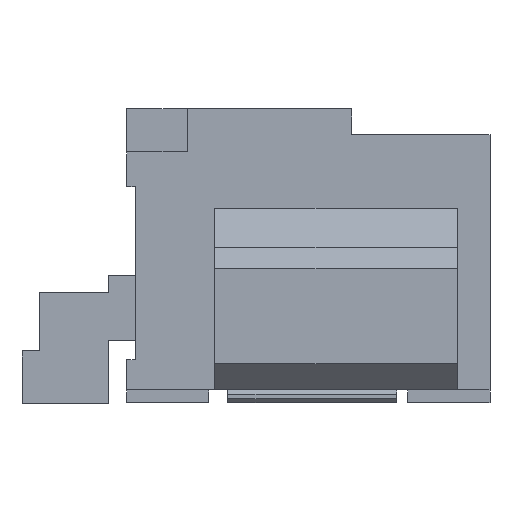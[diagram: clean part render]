
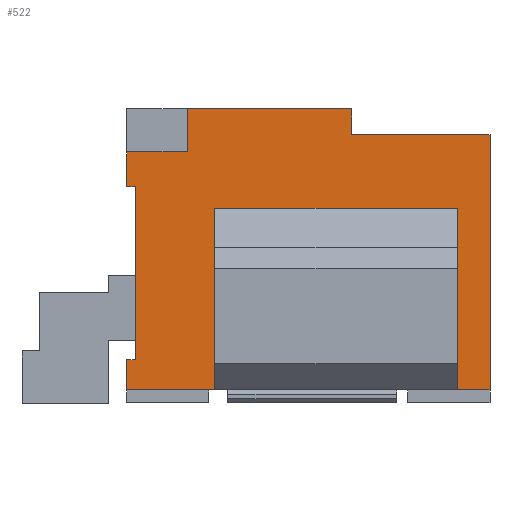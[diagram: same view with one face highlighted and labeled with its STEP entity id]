
A CAD part, left-side view. The second image highlights one B-rep face of the part: STEP entity #522.
In plain terms, the highlighted planar face has unit normal (-1, 0, 0).
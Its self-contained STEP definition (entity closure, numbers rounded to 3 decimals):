
#522 = ADVANCED_FACE( '', ( #999 ), #1000, .T. );
#999 = FACE_OUTER_BOUND( '', #1451, .T. );
#1000 = PLANE( '', #1452 );
#1451 = EDGE_LOOP( '', ( #2750, #2751, #2752, #2753, #2754, #2755, #2756, #2757, #2758, #2759, #2760, #2761, #2762, #2763, #2764, #2765 ) );
#1452 = AXIS2_PLACEMENT_3D( '', #2766, #2767, #2768 );
#2750 = ORIENTED_EDGE( '', *, *, #3326, .F. );
#2751 = ORIENTED_EDGE( '', *, *, #3404, .T. );
#2752 = ORIENTED_EDGE( '', *, *, #3371, .F. );
#2753 = ORIENTED_EDGE( '', *, *, #3107, .F. );
#2754 = ORIENTED_EDGE( '', *, *, #3139, .T. );
#2755 = ORIENTED_EDGE( '', *, *, #3181, .F. );
#2756 = ORIENTED_EDGE( '', *, *, #2936, .T. );
#2757 = ORIENTED_EDGE( '', *, *, #3081, .T. );
#2758 = ORIENTED_EDGE( '', *, *, #2901, .F. );
#2759 = ORIENTED_EDGE( '', *, *, #2988, .F. );
#2760 = ORIENTED_EDGE( '', *, *, #3118, .F. );
#2761 = ORIENTED_EDGE( '', *, *, #3399, .T. );
#2762 = ORIENTED_EDGE( '', *, *, #3328, .F. );
#2763 = ORIENTED_EDGE( '', *, *, #3156, .T. );
#2764 = ORIENTED_EDGE( '', *, *, #3380, .T. );
#2765 = ORIENTED_EDGE( '', *, *, #3189, .T. );
#2766 = CARTESIAN_POINT( '', ( -2.75, 0., 0. ) );
#2767 = DIRECTION( '', ( -1., 0., 0. ) );
#2768 = DIRECTION( '', ( 0., 0., 1. ) );
#2901 = EDGE_CURVE( '', #3473, #3474, #3475, .T. );
#2936 = EDGE_CURVE( '', #3539, #3537, #3540, .T. );
#2988 = EDGE_CURVE( '', #3627, #3473, #3628, .T. );
#3081 = EDGE_CURVE( '', #3537, #3474, #3785, .T. );
#3107 = EDGE_CURVE( '', #3824, #3826, #3827, .T. );
#3118 = EDGE_CURVE( '', #3843, #3627, #3844, .T. );
#3139 = EDGE_CURVE( '', #3824, #3875, #3877, .T. );
#3156 = EDGE_CURVE( '', #3902, #3900, #3903, .T. );
#3181 = EDGE_CURVE( '', #3539, #3875, #3938, .T. );
#3189 = EDGE_CURVE( '', #3951, #3949, #3952, .T. );
#3326 = EDGE_CURVE( '', #4130, #3949, #4132, .T. );
#3328 = EDGE_CURVE( '', #3902, #4134, #4135, .T. );
#3371 = EDGE_CURVE( '', #3826, #4183, #4184, .T. );
#3380 = EDGE_CURVE( '', #3900, #3951, #4193, .T. );
#3399 = EDGE_CURVE( '', #3843, #4134, #4213, .T. );
#3404 = EDGE_CURVE( '', #4130, #4183, #4218, .T. );
#3473 = VERTEX_POINT( '', #4311 );
#3474 = VERTEX_POINT( '', #4312 );
#3475 = LINE( '', #4313, #4314 );
#3537 = VERTEX_POINT( '', #4404 );
#3539 = VERTEX_POINT( '', #4407 );
#3540 = LINE( '', #4408, #4409 );
#3627 = VERTEX_POINT( '', #4537 );
#3628 = LINE( '', #4538, #4539 );
#3785 = LINE( '', #4774, #4775 );
#3824 = VERTEX_POINT( '', #4832 );
#3826 = VERTEX_POINT( '', #4835 );
#3827 = LINE( '', #4836, #4837 );
#3843 = VERTEX_POINT( '', #4860 );
#3844 = LINE( '', #4861, #4862 );
#3875 = VERTEX_POINT( '', #4910 );
#3877 = LINE( '', #4913, #4914 );
#3900 = VERTEX_POINT( '', #4948 );
#3902 = VERTEX_POINT( '', #4951 );
#3903 = LINE( '', #4952, #4953 );
#3938 = LINE( '', #5006, #5007 );
#3949 = VERTEX_POINT( '', #5022 );
#3951 = VERTEX_POINT( '', #5025 );
#3952 = LINE( '', #5026, #5027 );
#4130 = VERTEX_POINT( '', #5299 );
#4132 = LINE( '', #5302, #5303 );
#4134 = VERTEX_POINT( '', #5306 );
#4135 = LINE( '', #5307, #5308 );
#4183 = VERTEX_POINT( '', #5383 );
#4184 = LINE( '', #5384, #5385 );
#4193 = LINE( '', #5396, #5397 );
#4213 = LINE( '', #5425, #5426 );
#4218 = LINE( '', #5432, #5433 );
#4311 = CARTESIAN_POINT( '', ( -2.75, 2., 0.8 ) );
#4312 = CARTESIAN_POINT( '', ( -2.75, 2.1, 0.8 ) );
#4313 = CARTESIAN_POINT( '', ( -2.75, 0., 0.8 ) );
#4314 = VECTOR( '', #5474, 1000. );
#4404 = CARTESIAN_POINT( '', ( -2.75, 2.1, 1.2 ) );
#4407 = CARTESIAN_POINT( '', ( -2.75, 1.4, 1.2 ) );
#4408 = CARTESIAN_POINT( '', ( -2.75, 1.4, 1.2 ) );
#4409 = VECTOR( '', #5504, 1000. );
#4537 = CARTESIAN_POINT( '', ( -2.75, 2., -1.2 ) );
#4538 = CARTESIAN_POINT( '', ( -2.75, 2., 0. ) );
#4539 = VECTOR( '', #5546, 1000. );
#4774 = CARTESIAN_POINT( '', ( -2.75, 2.1, 1.7 ) );
#4775 = VECTOR( '', #5625, 1000. );
#4832 = CARTESIAN_POINT( '', ( -2.75, -0.5, 1.7 ) );
#4835 = CARTESIAN_POINT( '', ( -2.75, -0.5, 1.4 ) );
#4836 = CARTESIAN_POINT( '', ( -2.75, -0.5, 0. ) );
#4837 = VECTOR( '', #5645, 1000. );
#4860 = CARTESIAN_POINT( '', ( -2.75, 2.1, -1.2 ) );
#4861 = CARTESIAN_POINT( '', ( -2.75, 0., -1.2 ) );
#4862 = VECTOR( '', #5653, 1000. );
#4910 = CARTESIAN_POINT( '', ( -2.75, 1.4, 1.7 ) );
#4913 = CARTESIAN_POINT( '', ( -2.75, -2.1, 1.7 ) );
#4914 = VECTOR( '', #5672, 1000. );
#4948 = CARTESIAN_POINT( '', ( -2.75, 1.08, 0.55 ) );
#4951 = CARTESIAN_POINT( '', ( -2.75, 1.08, -1.55 ) );
#4952 = CARTESIAN_POINT( '', ( -2.75, 1.08, -1.7 ) );
#4953 = VECTOR( '', #5685, 1000. );
#5006 = CARTESIAN_POINT( '', ( -2.75, 1.4, 1.2 ) );
#5007 = VECTOR( '', #5704, 1000. );
#5022 = CARTESIAN_POINT( '', ( -2.75, -1.72, -1.55 ) );
#5025 = CARTESIAN_POINT( '', ( -2.75, -1.72, 0.55 ) );
#5026 = CARTESIAN_POINT( '', ( -2.75, -1.72, 0.1 ) );
#5027 = VECTOR( '', #5710, 1000. );
#5299 = CARTESIAN_POINT( '', ( -2.75, -2.1, -1.55 ) );
#5302 = CARTESIAN_POINT( '', ( -2.75, 0., -1.55 ) );
#5303 = VECTOR( '', #5806, 1000. );
#5306 = CARTESIAN_POINT( '', ( -2.75, 2.1, -1.55 ) );
#5307 = CARTESIAN_POINT( '', ( -2.75, 0., -1.55 ) );
#5308 = VECTOR( '', #5808, 1000. );
#5383 = CARTESIAN_POINT( '', ( -2.75, -2.1, 1.4 ) );
#5384 = CARTESIAN_POINT( '', ( -2.75, 0., 1.4 ) );
#5385 = VECTOR( '', #5836, 1000. );
#5396 = CARTESIAN_POINT( '', ( -2.75, -1.72, 0.55 ) );
#5397 = VECTOR( '', #5839, 1000. );
#5425 = CARTESIAN_POINT( '', ( -2.75, 2.1, 1.7 ) );
#5426 = VECTOR( '', #5848, 1000. );
#5432 = CARTESIAN_POINT( '', ( -2.75, -2.1, -1.7 ) );
#5433 = VECTOR( '', #5850, 1000. );
#5474 = DIRECTION( '', ( 0., 1., 0. ) );
#5504 = DIRECTION( '', ( 0., 1., 0. ) );
#5546 = DIRECTION( '', ( 0., 0., 1. ) );
#5625 = DIRECTION( '', ( 0., 0., -1. ) );
#5645 = DIRECTION( '', ( 0., 0., -1. ) );
#5653 = DIRECTION( '', ( 0., -1., 0. ) );
#5672 = DIRECTION( '', ( 0., 1., 0. ) );
#5685 = DIRECTION( '', ( 0., 0., 1. ) );
#5704 = DIRECTION( '', ( 0., 0., 1. ) );
#5710 = DIRECTION( '', ( 0., 0., -1. ) );
#5806 = DIRECTION( '', ( 0., 1., 0. ) );
#5808 = DIRECTION( '', ( 0., 1., 0. ) );
#5836 = DIRECTION( '', ( 0., -1., 0. ) );
#5839 = DIRECTION( '', ( 0., -1., 0. ) );
#5848 = DIRECTION( '', ( 0., 0., -1. ) );
#5850 = DIRECTION( '', ( 0., 0., 1. ) );
